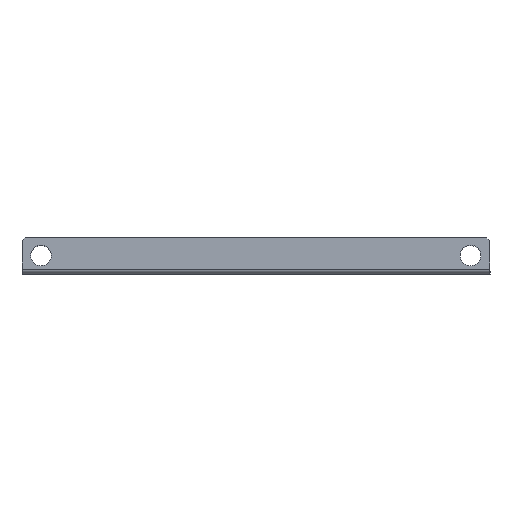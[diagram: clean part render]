
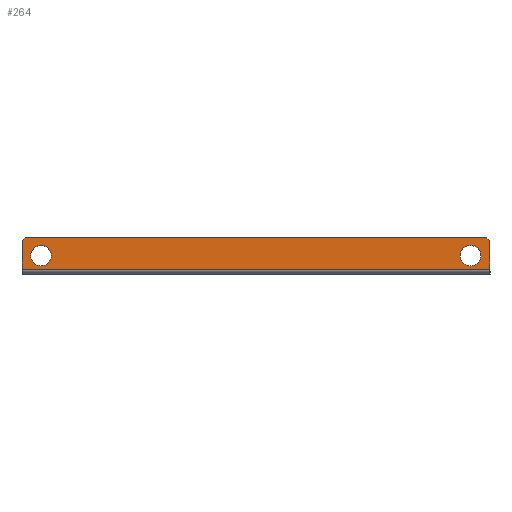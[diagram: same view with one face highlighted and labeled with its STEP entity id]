
A CAD part, top view. The second image highlights one B-rep face of the part: STEP entity #264.
In plain terms, the highlighted planar face has unit normal (0, 0, 1).
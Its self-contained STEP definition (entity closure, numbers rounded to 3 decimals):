
#264=ADVANCED_FACE('',(#588,#589,#590),#591,.T.);
#588=FACE_BOUND('',#992,.T.);
#589=FACE_BOUND('',#993,.T.);
#590=FACE_OUTER_BOUND('',#994,.T.);
#591=PLANE('',#995);
#992=EDGE_LOOP('',(#1640,#1641));
#993=EDGE_LOOP('',(#1642,#1643));
#994=EDGE_LOOP('',(#1644,#1645,#1646,#1647,#1648,#1649));
#995=AXIS2_PLACEMENT_3D('',#1650,#1651,#1652);
#1640=ORIENTED_EDGE('',*,*,#2447,.T.);
#1641=ORIENTED_EDGE('',*,*,#2449,.T.);
#1642=ORIENTED_EDGE('',*,*,#2442,.T.);
#1643=ORIENTED_EDGE('',*,*,#2452,.T.);
#1644=ORIENTED_EDGE('',*,*,#2585,.T.);
#1645=ORIENTED_EDGE('',*,*,#2586,.T.);
#1646=ORIENTED_EDGE('',*,*,#2517,.T.);
#1647=ORIENTED_EDGE('',*,*,#2581,.T.);
#1648=ORIENTED_EDGE('',*,*,#2510,.T.);
#1649=ORIENTED_EDGE('',*,*,#2587,.T.);
#1650=CARTESIAN_POINT('',(0.234,4.,390.712));
#1651=DIRECTION('',(0.,0.,1.0));
#1652=DIRECTION('',(0.0,-1.0,0.));
#2442=EDGE_CURVE('',#2926,#2930,#2932,.T.);
#2447=EDGE_CURVE('',#2935,#2939,#2941,.T.);
#2449=EDGE_CURVE('',#2939,#2935,#2943,.T.);
#2452=EDGE_CURVE('',#2930,#2926,#2946,.T.);
#2510=EDGE_CURVE('',#3031,#3029,#3032,.T.);
#2517=EDGE_CURVE('',#3044,#3042,#3045,.T.);
#2581=EDGE_CURVE('',#3042,#3031,#3143,.T.);
#2585=EDGE_CURVE('',#3147,#3148,#3149,.T.);
#2586=EDGE_CURVE('',#3148,#3044,#3150,.T.);
#2587=EDGE_CURVE('',#3029,#3147,#3151,.T.);
#2926=VERTEX_POINT('',#3620);
#2930=VERTEX_POINT('',#3625);
#2932=CIRCLE('',#3628,17.5);
#2935=VERTEX_POINT('',#3631);
#2939=VERTEX_POINT('',#3636);
#2941=CIRCLE('',#3639,17.5);
#2943=CIRCLE('',#3641,17.5);
#2946=CIRCLE('',#3644,17.5);
#3029=VERTEX_POINT('',#3751);
#3031=VERTEX_POINT('',#3754);
#3032=LINE('',#3755,#3756);
#3042=VERTEX_POINT('',#3769);
#3044=VERTEX_POINT('',#3771);
#3045=LINE('',#3772,#3773);
#3143=LINE('',#3925,#3926);
#3147=VERTEX_POINT('',#3931);
#3148=VERTEX_POINT('',#3932);
#3149=LINE('',#3933,#3934);
#3150=LINE('',#3935,#3936);
#3151=LINE('',#3937,#3938);
#3620=CARTESIAN_POINT('',(760.234,13.5,390.712));
#3625=CARTESIAN_POINT('',(760.234,48.5,390.712));
#3628=AXIS2_PLACEMENT_3D('',#4525,#4526,#4527);
#3631=CARTESIAN_POINT('',(32.234,13.5,390.712));
#3636=CARTESIAN_POINT('',(32.234,48.5,390.712));
#3639=AXIS2_PLACEMENT_3D('',#4533,#4534,#4535);
#3641=AXIS2_PLACEMENT_3D('',#4536,#4537,#4538);
#3644=AXIS2_PLACEMENT_3D('',#4542,#4543,#4544);
#3751=CARTESIAN_POINT('',(792.234,56.,390.712));
#3754=CARTESIAN_POINT('',(792.234,8.,390.712));
#3755=CARTESIAN_POINT('',(792.234,61.,390.712));
#3756=VECTOR('',#4624,1.0);
#3769=CARTESIAN_POINT('',(0.234,8.,390.712));
#3771=CARTESIAN_POINT('',(0.234,56.,390.712));
#3772=CARTESIAN_POINT('',(0.234,4.,390.712));
#3773=VECTOR('',#4634,1.0);
#3925=CARTESIAN_POINT('',(0.234,8.,390.712));
#3926=VECTOR('',#4692,1.0);
#3931=CARTESIAN_POINT('',(787.234,61.,390.712));
#3932=CARTESIAN_POINT('',(5.234,61.,390.712));
#3933=CARTESIAN_POINT('',(0.234,61.,390.712));
#3934=VECTOR('',#4694,1.0);
#3935=CARTESIAN_POINT('',(-25.766,30.,390.712));
#3936=VECTOR('',#4695,1.0);
#3937=CARTESIAN_POINT('',(422.234,426.,390.712));
#3938=VECTOR('',#4696,1.0);
#4525=CARTESIAN_POINT('',(760.234,31.,390.712));
#4526=DIRECTION('',(0.,0.,-1.0));
#4527=DIRECTION('',(0.0,-1.0,0.));
#4533=CARTESIAN_POINT('',(32.234,31.,390.712));
#4534=DIRECTION('',(0.,0.,-1.0));
#4535=DIRECTION('',(0.0,-1.0,0.));
#4536=CARTESIAN_POINT('',(32.234,31.,390.712));
#4537=DIRECTION('',(0.,0.,-1.0));
#4538=DIRECTION('',(0.0,-1.0,0.));
#4542=CARTESIAN_POINT('',(760.234,31.,390.712));
#4543=DIRECTION('',(0.,0.,-1.0));
#4544=DIRECTION('',(0.0,-1.0,0.));
#4624=DIRECTION('',(0.0,1.0,0.));
#4634=DIRECTION('',(0.0,-1.0,0.));
#4692=DIRECTION('',(1.0,0.,0.));
#4694=DIRECTION('',(-1.0,0.0,0.));
#4695=DIRECTION('',(-0.707,-0.707,0.));
#4696=DIRECTION('',(-0.707,0.707,0.));
